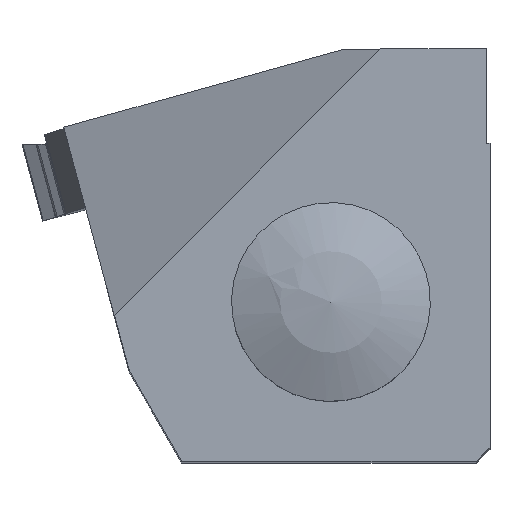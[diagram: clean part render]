
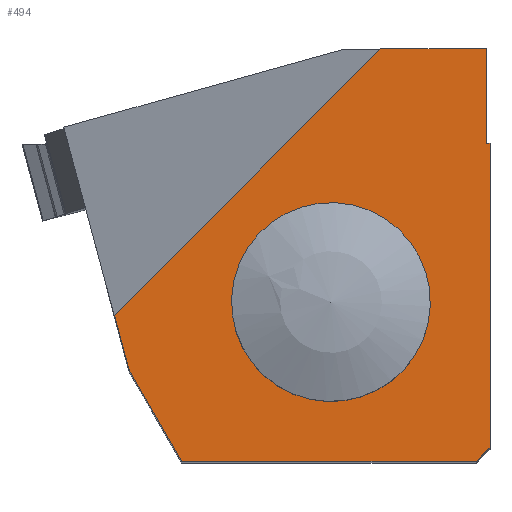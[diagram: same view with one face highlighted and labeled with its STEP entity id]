
A CAD part, top view. The second image highlights one B-rep face of the part: STEP entity #494.
In plain terms, the highlighted planar face has unit normal (0, 0, 1).
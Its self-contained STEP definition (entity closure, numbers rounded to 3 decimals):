
#409=CIRCLE('',#3319,3.);
#494=ADVANCED_FACE('',(#808,#809),#667,.T.);
#667=PLANE('',#3320);
#808=FACE_BOUND('',#849,.T.);
#809=FACE_BOUND('',#850,.T.);
#849=EDGE_LOOP('',(#1083));
#850=EDGE_LOOP('',(#1084,#1085,#1086,#1087,#1088,#1089,#1090,#1091,#1092));
#1083=ORIENTED_EDGE('',*,*,#2265,.F.);
#1084=ORIENTED_EDGE('',*,*,#2243,.F.);
#1085=ORIENTED_EDGE('',*,*,#2260,.F.);
#1086=ORIENTED_EDGE('',*,*,#2266,.F.);
#1087=ORIENTED_EDGE('',*,*,#2264,.T.);
#1088=ORIENTED_EDGE('',*,*,#2267,.F.);
#1089=ORIENTED_EDGE('',*,*,#2268,.T.);
#1090=ORIENTED_EDGE('',*,*,#2269,.F.);
#1091=ORIENTED_EDGE('',*,*,#2258,.T.);
#1092=ORIENTED_EDGE('',*,*,#2270,.T.);
#1945=VERTEX_POINT('',#4575);
#1946=VERTEX_POINT('',#4577);
#1955=VERTEX_POINT('',#4604);
#1956=VERTEX_POINT('',#4606);
#1957=VERTEX_POINT('',#4610);
#1958=VERTEX_POINT('',#4614);
#1959=VERTEX_POINT('',#4616);
#1960=VERTEX_POINT('',#4620);
#1961=VERTEX_POINT('',#4623);
#1962=VERTEX_POINT('',#4625);
#2243=EDGE_CURVE('',#1945,#1946,#2691,.T.);
#2258=EDGE_CURVE('',#1956,#1955,#2706,.T.);
#2260=EDGE_CURVE('',#1957,#1945,#2708,.T.);
#2264=EDGE_CURVE('',#1958,#1959,#2712,.T.);
#2265=EDGE_CURVE('',#1960,#1960,#409,.T.);
#2266=EDGE_CURVE('',#1958,#1957,#2713,.T.);
#2267=EDGE_CURVE('',#1961,#1959,#2714,.T.);
#2268=EDGE_CURVE('',#1961,#1962,#2715,.T.);
#2269=EDGE_CURVE('',#1956,#1962,#2716,.T.);
#2270=EDGE_CURVE('',#1955,#1946,#2717,.T.);
#2691=LINE('',#4576,#2961);
#2706=LINE('',#4605,#2976);
#2708=LINE('',#4609,#2978);
#2712=LINE('',#4617,#2982);
#2713=LINE('',#4621,#2983);
#2714=LINE('',#4622,#2984);
#2715=LINE('',#4624,#2985);
#2716=LINE('',#4626,#2986);
#2717=LINE('',#4627,#2987);
#2961=VECTOR('',#3630,1.);
#2976=VECTOR('',#3653,1.);
#2978=VECTOR('',#3657,1.);
#2982=VECTOR('',#3663,1.);
#2983=VECTOR('',#3668,1.);
#2984=VECTOR('',#3669,1.);
#2985=VECTOR('',#3670,1.);
#2986=VECTOR('',#3671,1.);
#2987=VECTOR('',#3672,1.);
#3319=AXIS2_PLACEMENT_3D('',#4619,#3666,#3667);
#3320=AXIS2_PLACEMENT_3D('',#4628,#3673,#3674);
#3630=DIRECTION('',(-0.259,0.966,0.));
#3653=DIRECTION('',(-1.,0.,0.));
#3657=DIRECTION('',(-0.5,0.866,0.));
#3663=DIRECTION('',(0.707,0.707,0.));
#3666=DIRECTION('',(0.,0.,1.));
#3667=DIRECTION('',(1.,0.,0.));
#3668=DIRECTION('',(-1.,0.,0.));
#3669=DIRECTION('',(0.,-1.,0.));
#3670=DIRECTION('',(-1.,0.,0.));
#3671=DIRECTION('',(0.,-1.,0.));
#3672=DIRECTION('',(-0.707,-0.707,0.));
#3673=DIRECTION('',(0.,0.,1.));
#3674=DIRECTION('',(1.,0.,0.));
#4575=CARTESIAN_POINT('',(-18.144,4.581,-8.));
#4576=CARTESIAN_POINT('',(-20.971,15.131,-8.));
#4577=CARTESIAN_POINT('',(-18.886,7.348,-8.));
#4604=CARTESIAN_POINT('',(-5.484,20.75,-8.));
#4605=CARTESIAN_POINT('',(0.,20.75,-8.));
#4606=CARTESIAN_POINT('',(-0.2,20.75,-8.));
#4609=CARTESIAN_POINT('',(-15.5,0.,-8.));
#4610=CARTESIAN_POINT('',(-15.5,0.,-8.));
#4614=CARTESIAN_POINT('',(-0.7,0.,-8.));
#4616=CARTESIAN_POINT('',(0.,0.7,-8.));
#4617=CARTESIAN_POINT('',(10.025,10.725,-8.));
#4619=CARTESIAN_POINT('',(-8.,8.,-8.));
#4620=CARTESIAN_POINT('',(-5.,8.,-8.));
#4621=CARTESIAN_POINT('',(0.,0.,-8.));
#4622=CARTESIAN_POINT('',(0.,20.75,-8.));
#4623=CARTESIAN_POINT('',(0.,16.,-8.));
#4624=CARTESIAN_POINT('',(-0.2,16.,-8.));
#4625=CARTESIAN_POINT('',(-0.2,16.,-8.));
#4626=CARTESIAN_POINT('',(-0.2,20.75,-8.));
#4627=CARTESIAN_POINT('',(4.516,30.75,-8.));
#4628=CARTESIAN_POINT('',(0.,20.75,-8.));
